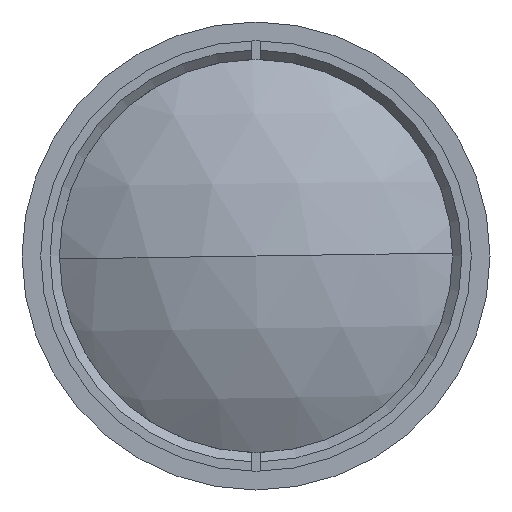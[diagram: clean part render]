
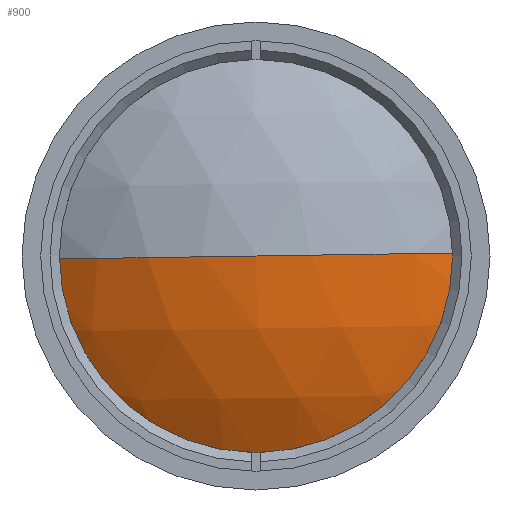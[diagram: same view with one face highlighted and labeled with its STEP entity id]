
A CAD part, left-side view. The second image highlights one B-rep face of the part: STEP entity #900.
In plain terms, the highlighted spherical face has radius 38.79 mm.
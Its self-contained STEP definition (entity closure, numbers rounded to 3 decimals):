
#58 = AXIS2_PLACEMENT_3D ( 'NONE', #866, #845, #834 ) ;
#112 = ORIENTED_EDGE ( 'NONE', *, *, #805, .F. ) ;
#138 = FACE_OUTER_BOUND ( 'NONE', #591, .T. ) ;
#200 = AXIS2_PLACEMENT_3D ( 'NONE', #1278, #1759, #1943 ) ;
#239 = CARTESIAN_POINT ( 'NONE',  ( 1.032, 0., 0. ) ) ;
#374 = CIRCLE ( 'NONE', #2013, 38.79 ) ;
#472 = CARTESIAN_POINT ( 'NONE',  ( 7.874, 21.998, -0.33 ) ) ;
#485 = CARTESIAN_POINT ( 'NONE',  ( 39.822, 0., 0. ) ) ;
#591 = EDGE_LOOP ( 'NONE', ( #1572, #1308, #112 ) ) ;
#805 = EDGE_CURVE ( 'NONE', #847, #868, #374, .T. ) ;
#834 = DIRECTION ( 'NONE',  ( 0., 1., -0.015 ) ) ;
#845 = DIRECTION ( 'NONE',  ( 0., -0.015, -1. ) ) ;
#847 = VERTEX_POINT ( 'NONE', #472 ) ;
#866 = CARTESIAN_POINT ( 'NONE',  ( 39.822, 0., 0. ) ) ;
#868 = VERTEX_POINT ( 'NONE', #239 ) ;
#873 = AXIS2_PLACEMENT_3D ( 'NONE', #1522, #1719, #1454 ) ;
#885 = SPHERICAL_SURFACE ( 'NONE', #873, 38.79 ) ;
#900 = ADVANCED_FACE ( 'NONE', ( #138 ), #885, .T. ) ;
#1096 = DIRECTION ( 'NONE',  ( 0., -1., 0.015 ) ) ;
#1207 = DIRECTION ( 'NONE',  ( 0., 0.015, 1. ) ) ;
#1209 = EDGE_CURVE ( 'NONE', #847, #1333, #2022, .T. ) ;
#1278 = CARTESIAN_POINT ( 'NONE',  ( 7.874, 0., 0. ) ) ;
#1298 = CARTESIAN_POINT ( 'NONE',  ( 7.874, -21.998, 0.33 ) ) ;
#1306 = CIRCLE ( 'NONE', #58, 38.79 ) ;
#1308 = ORIENTED_EDGE ( 'NONE', *, *, #1523, .T. ) ;
#1333 = VERTEX_POINT ( 'NONE', #1298 ) ;
#1454 = DIRECTION ( 'NONE',  ( 0., 1., -0.015 ) ) ;
#1522 = CARTESIAN_POINT ( 'NONE',  ( 39.822, 0., 0. ) ) ;
#1523 = EDGE_CURVE ( 'NONE', #1333, #868, #1306, .T. ) ;
#1572 = ORIENTED_EDGE ( 'NONE', *, *, #1209, .T. ) ;
#1719 = DIRECTION ( 'NONE',  ( 0., -0.015, -1. ) ) ;
#1759 = DIRECTION ( 'NONE',  ( -1., 0., 0. ) ) ;
#1943 = DIRECTION ( 'NONE',  ( 0., 0.015, 1. ) ) ;
#2013 = AXIS2_PLACEMENT_3D ( 'NONE', #485, #1207, #1096 ) ;
#2022 = CIRCLE ( 'NONE', #200, 22. ) ;
